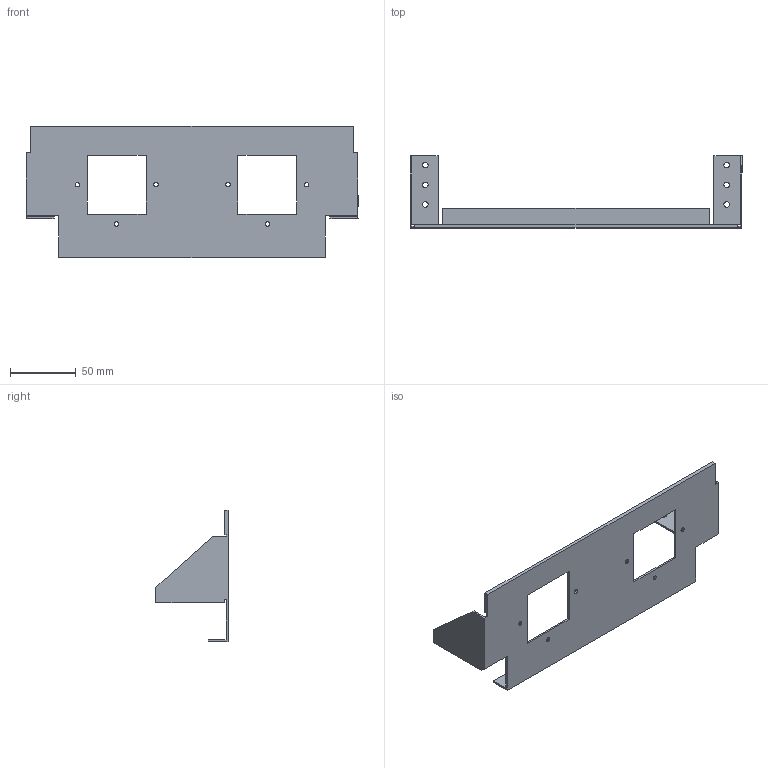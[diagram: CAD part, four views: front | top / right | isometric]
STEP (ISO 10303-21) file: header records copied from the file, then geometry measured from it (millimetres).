
FILE_DESCRIPTION (( 'STEP AP214' ), '1' );
FILE_NAME ('TI5-50D-GP-012 TITAN 5 Ïåðåãîðîäêà ãîðèçîíòàëüíàÿ 12 ìîäóëåé áåëàÿ IEK.STEP', '2024-12-06T12:06:27', ( '' ), ( '' ), 'SwSTEP 2.0', 'SolidWorks 2022', '' );
FILE_SCHEMA (( 'AUTOMOTIVE_DESIGN' ));
Length unit declared in the file: millimetre
Products named in the file (1): TI5-50D-GP-012 TITAN 5 Перегородка горизонтальная 12 модулей белая IEK
Bounding box: 253.4 x 55 x 100.1 mm (x, y, z)
Volume: 46044.9 mm3; surface area: 58919.1 mm2
Topology: 1 solids, 1 shells, 84 faces, 246 edges, 164 vertices
Faces by surface type: plane 60, cylinder 24
Entity records: 2868 total; most frequent: CARTESIAN_POINT 495, ORIENTED_EDGE 492, DIRECTION 464, EDGE_CURVE 246, LINE 198, VECTOR 198, VERTEX_POINT 164, AXIS2_PLACEMENT_3D 133
